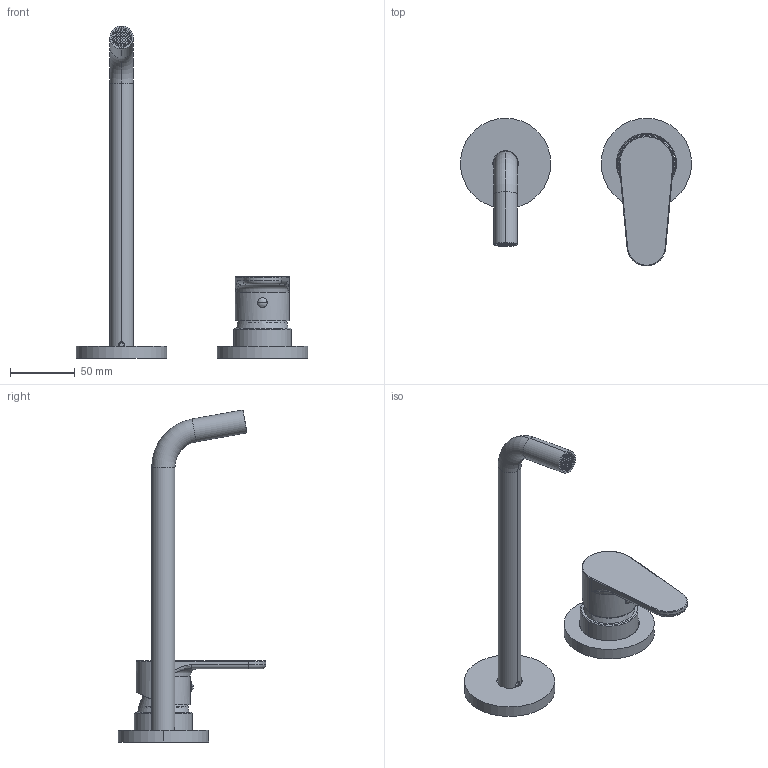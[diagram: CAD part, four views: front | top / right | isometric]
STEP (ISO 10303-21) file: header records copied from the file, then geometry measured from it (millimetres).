
FILE_DESCRIPTION((''),'2;1');
FILE_NAME('GR106CR70','2021-11-03T17:33:50',('ut3'),('PAFFONI SpA'),'CREO PARAMETRIC BY PTC INC, 2020044','CREO PARAMETRIC BY PTC INC, 2020044','');
FILE_SCHEMA(('CONFIG_CONTROL_DESIGN','SHAPE_APPEARANCE_LAYERS_GROUPS'));
Length unit declared in the file: millimetre
Products named in the file (1): GR106CR70
Bounding box: 179 x 114.39 x 257.08 mm (x, y, z)
Volume: 127622.3 mm3; surface area: 92900.4 mm2
Topology: 4 solids, 4 shells, 894 faces, 2525 edges, 1617 vertices
Faces by surface type: cylinder 416, plane 362, cone 62, torus 44, sphere 6, bspline 4
Entity records: 42271 total; most frequent: CARTESIAN_POINT 12240, ORIENTED_EDGE 5026, DIRECTION 4975, EDGE_CURVE 2513, AXIS2_PLACEMENT_3D 1857, VERTEX_POINT 1617, VECTOR 1261, LINE 1261
